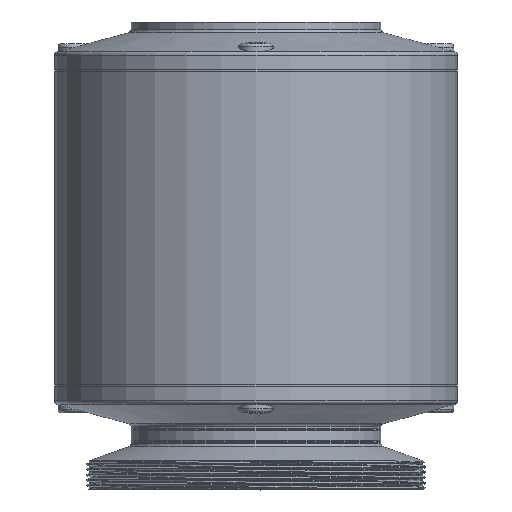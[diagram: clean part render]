
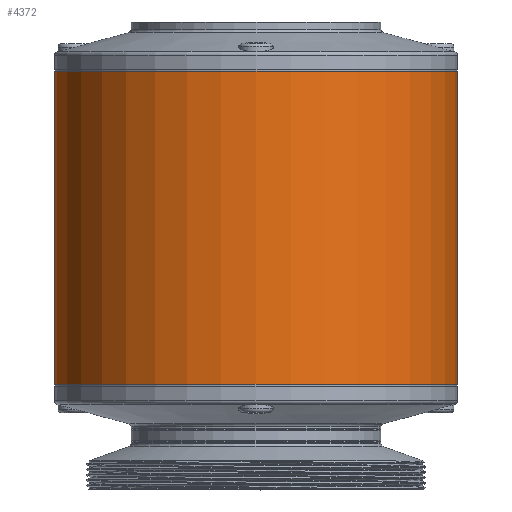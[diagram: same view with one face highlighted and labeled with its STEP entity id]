
A CAD part, top view. The second image highlights one B-rep face of the part: STEP entity #4372.
In plain terms, the highlighted cylindrical face has radius 56.5 mm (diameter 113 mm), a partial arc.
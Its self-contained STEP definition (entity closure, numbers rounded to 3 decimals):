
#2 = AXIS2_PLACEMENT_3D ( 'NONE', #2907, #4670, #3287 ) ;
#283 = CIRCLE ( 'NONE', #2, 56.5 ) ;
#359 = CARTESIAN_POINT ( 'NONE',  ( -56.5, 118.669, 0. ) ) ;
#375 = VECTOR ( 'NONE', #4377, 1000. ) ;
#622 = ORIENTED_EDGE ( 'NONE', *, *, #5065, .F. ) ;
#727 = CARTESIAN_POINT ( 'NONE',  ( 0., 114.135, 0. ) ) ;
#870 = EDGE_CURVE ( 'NONE', #5275, #2223, #4792, .T. ) ;
#983 = FACE_OUTER_BOUND ( 'NONE', #2659, .T. ) ;
#1110 = CARTESIAN_POINT ( 'NONE',  ( 56.5, 26.361, 0. ) ) ;
#1246 = EDGE_CURVE ( 'NONE', #4520, #5275, #283, .T. ) ;
#1468 = CARTESIAN_POINT ( 'NONE',  ( 56.5, 114.135, 0. ) ) ;
#1610 = CARTESIAN_POINT ( 'NONE',  ( -56.5, 26.361, 0. ) ) ;
#1716 = LINE ( 'NONE', #359, #375 ) ;
#1750 = EDGE_CURVE ( 'NONE', #4520, #1819, #1716, .T. ) ;
#1819 = VERTEX_POINT ( 'NONE', #5184 ) ;
#2019 = ORIENTED_EDGE ( 'NONE', *, *, #1246, .T. ) ;
#2223 = VERTEX_POINT ( 'NONE', #1468 ) ;
#2659 = EDGE_LOOP ( 'NONE', ( #2019, #4875, #622, #3865 ) ) ;
#2792 = DIRECTION ( 'NONE',  ( 0., 1., 0. ) ) ;
#2819 = CARTESIAN_POINT ( 'NONE',  ( 0., 118.669, 0. ) ) ;
#2907 = CARTESIAN_POINT ( 'NONE',  ( 0., 26.361, 0. ) ) ;
#2947 = CARTESIAN_POINT ( 'NONE',  ( 56.5, 118.669, 0. ) ) ;
#3011 = DIRECTION ( 'NONE',  ( 0., 1., 0. ) ) ;
#3287 = DIRECTION ( 'NONE',  ( -1., 0., 0. ) ) ;
#3641 = CIRCLE ( 'NONE', #4510, 56.5 ) ;
#3724 = CYLINDRICAL_SURFACE ( 'NONE', #3772, 56.5 ) ;
#3772 = AXIS2_PLACEMENT_3D ( 'NONE', #2819, #2792, #4662 ) ;
#3865 = ORIENTED_EDGE ( 'NONE', *, *, #1750, .F. ) ;
#4372 = ADVANCED_FACE ( 'NONE', ( #983 ), #3724, .T. ) ;
#4377 = DIRECTION ( 'NONE',  ( 0., 1., 0. ) ) ;
#4510 = AXIS2_PLACEMENT_3D ( 'NONE', #727, #3011, #4827 ) ;
#4520 = VERTEX_POINT ( 'NONE', #1610 ) ;
#4662 = DIRECTION ( 'NONE',  ( -1., 0., 0. ) ) ;
#4670 = DIRECTION ( 'NONE',  ( 0., 1., 0. ) ) ;
#4792 = LINE ( 'NONE', #2947, #5051 ) ;
#4827 = DIRECTION ( 'NONE',  ( -1., 0., 0. ) ) ;
#4875 = ORIENTED_EDGE ( 'NONE', *, *, #870, .T. ) ;
#5051 = VECTOR ( 'NONE', #5580, 1000. ) ;
#5065 = EDGE_CURVE ( 'NONE', #1819, #2223, #3641, .T. ) ;
#5184 = CARTESIAN_POINT ( 'NONE',  ( -56.5, 114.135, 0. ) ) ;
#5275 = VERTEX_POINT ( 'NONE', #1110 ) ;
#5580 = DIRECTION ( 'NONE',  ( 0., 1., 0. ) ) ;
